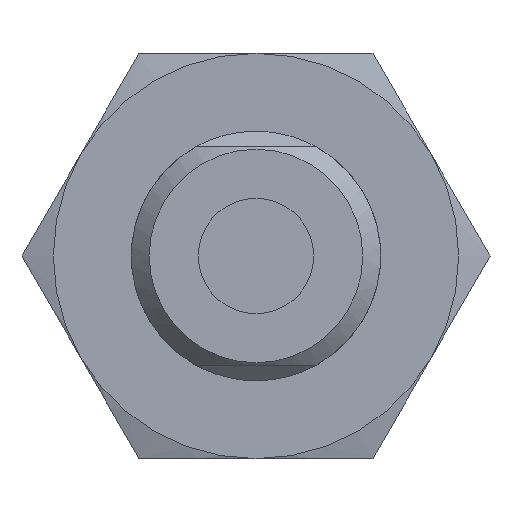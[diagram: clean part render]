
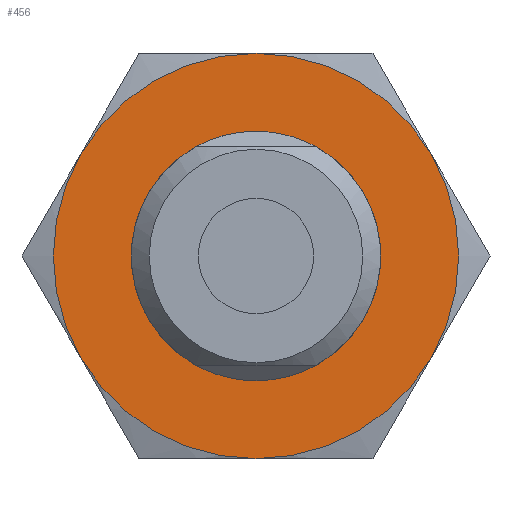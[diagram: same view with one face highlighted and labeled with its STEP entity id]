
A CAD part, left-side view. The second image highlights one B-rep face of the part: STEP entity #456.
In plain terms, the highlighted planar face has unit normal (-1, 0, 0).
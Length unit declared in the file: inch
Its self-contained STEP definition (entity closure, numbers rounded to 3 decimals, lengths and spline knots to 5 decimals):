
#2 = CARTESIAN_POINT ( 'NONE',  ( 1.1811, 0.22162, 0.12795 ) ) ;
#25 = CIRCLE ( 'NONE', #646, 0.15748 ) ;
#45 = CARTESIAN_POINT ( 'NONE',  ( 1.1811, 0., 0.15748 ) ) ;
#95 = AXIS2_PLACEMENT_3D ( 'NONE', #776, #1647, #1207 ) ;
#164 = AXIS2_PLACEMENT_3D ( 'NONE', #852, #1703, #641 ) ;
#207 = AXIS2_PLACEMENT_3D ( 'NONE', #1568, #2410, #488 ) ;
#249 = CARTESIAN_POINT ( 'NONE',  ( 1.1811, 0., -0.25591 ) ) ;
#269 = EDGE_CURVE ( 'NONE', #2692, #2299, #1348, .T. ) ;
#276 = CARTESIAN_POINT ( 'NONE',  ( 1.1811, 0., 0. ) ) ;
#312 = DIRECTION ( 'NONE',  ( 0., 0., 1. ) ) ;
#322 = CIRCLE ( 'NONE', #164, 0.25591 ) ;
#345 = DIRECTION ( 'NONE',  ( 0., 0., -1. ) ) ;
#410 = EDGE_LOOP ( 'NONE', ( #901, #2393, #1874, #1000, #2555, #768 ) ) ;
#456 = ADVANCED_FACE ( 'NONE', ( #1420, #2679 ), #1266, .T. ) ;
#487 = DIRECTION ( 'NONE',  ( -1., 0., 0. ) ) ;
#488 = DIRECTION ( 'NONE',  ( 0., 0., -1. ) ) ;
#529 = DIRECTION ( 'NONE',  ( -1., 0., 0. ) ) ;
#641 = DIRECTION ( 'NONE',  ( 0., 0., -1. ) ) ;
#646 = AXIS2_PLACEMENT_3D ( 'NONE', #1584, #930, #312 ) ;
#762 = VERTEX_POINT ( 'NONE', #2290 ) ;
#767 = CARTESIAN_POINT ( 'NONE',  ( 1.1811, 0., 0. ) ) ;
#768 = ORIENTED_EDGE ( 'NONE', *, *, #2419, .T. ) ;
#776 = CARTESIAN_POINT ( 'NONE',  ( 1.1811, 0., 0. ) ) ;
#779 = CIRCLE ( 'NONE', #2104, 0.25591 ) ;
#852 = CARTESIAN_POINT ( 'NONE',  ( 1.1811, 0., 0. ) ) ;
#874 = CIRCLE ( 'NONE', #207, 0.25591 ) ;
#901 = ORIENTED_EDGE ( 'NONE', *, *, #1894, .T. ) ;
#930 = DIRECTION ( 'NONE',  ( 1., 0., 0. ) ) ;
#943 = CARTESIAN_POINT ( 'NONE',  ( 1.1811, -0.22162, 0.12795 ) ) ;
#1000 = ORIENTED_EDGE ( 'NONE', *, *, #2734, .T. ) ;
#1072 = ORIENTED_EDGE ( 'NONE', *, *, #1823, .T. ) ;
#1190 = AXIS2_PLACEMENT_3D ( 'NONE', #1825, #1612, #345 ) ;
#1207 = DIRECTION ( 'NONE',  ( 0., 0., -1. ) ) ;
#1266 = PLANE ( 'NONE',  #1659 ) ;
#1332 = EDGE_LOOP ( 'NONE', ( #1072 ) ) ;
#1348 = CIRCLE ( 'NONE', #95, 0.25591 ) ;
#1396 = AXIS2_PLACEMENT_3D ( 'NONE', #767, #529, #2025 ) ;
#1420 = FACE_OUTER_BOUND ( 'NONE', #410, .T. ) ;
#1516 = EDGE_CURVE ( 'NONE', #2303, #1793, #322, .T. ) ;
#1568 = CARTESIAN_POINT ( 'NONE',  ( 1.1811, 0., 0. ) ) ;
#1584 = CARTESIAN_POINT ( 'NONE',  ( 1.1811, 0., 0. ) ) ;
#1612 = DIRECTION ( 'NONE',  ( -1., 0., 0. ) ) ;
#1647 = DIRECTION ( 'NONE',  ( -1., 0., 0. ) ) ;
#1659 = AXIS2_PLACEMENT_3D ( 'NONE', #1774, #1766, #1988 ) ;
#1703 = DIRECTION ( 'NONE',  ( -1., 0., 0. ) ) ;
#1724 = VERTEX_POINT ( 'NONE', #943 ) ;
#1766 = DIRECTION ( 'NONE',  ( -1., 0., 0. ) ) ;
#1768 = CARTESIAN_POINT ( 'NONE',  ( 1.1811, -0.22162, -0.12795 ) ) ;
#1774 = CARTESIAN_POINT ( 'NONE',  ( 1.1811, 0.12795, 0. ) ) ;
#1793 = VERTEX_POINT ( 'NONE', #1768 ) ;
#1823 = EDGE_CURVE ( 'NONE', #2677, #2677, #25, .T. ) ;
#1825 = CARTESIAN_POINT ( 'NONE',  ( 1.1811, 0., 0. ) ) ;
#1874 = ORIENTED_EDGE ( 'NONE', *, *, #2512, .T. ) ;
#1894 = EDGE_CURVE ( 'NONE', #1724, #2692, #1935, .T. ) ;
#1935 = CIRCLE ( 'NONE', #1190, 0.25591 ) ;
#1975 = DIRECTION ( 'NONE',  ( 0., 0., -1. ) ) ;
#1988 = DIRECTION ( 'NONE',  ( 0., 0., 1. ) ) ;
#2025 = DIRECTION ( 'NONE',  ( 0., 0., -1. ) ) ;
#2054 = CARTESIAN_POINT ( 'NONE',  ( 1.1811, 0., 0.25591 ) ) ;
#2104 = AXIS2_PLACEMENT_3D ( 'NONE', #276, #487, #1975 ) ;
#2290 = CARTESIAN_POINT ( 'NONE',  ( 1.1811, 0.22162, -0.12795 ) ) ;
#2299 = VERTEX_POINT ( 'NONE', #2 ) ;
#2303 = VERTEX_POINT ( 'NONE', #249 ) ;
#2310 = CIRCLE ( 'NONE', #1396, 0.25591 ) ;
#2393 = ORIENTED_EDGE ( 'NONE', *, *, #269, .T. ) ;
#2410 = DIRECTION ( 'NONE',  ( -1., 0., 0. ) ) ;
#2419 = EDGE_CURVE ( 'NONE', #1793, #1724, #779, .T. ) ;
#2512 = EDGE_CURVE ( 'NONE', #2299, #762, #2310, .T. ) ;
#2555 = ORIENTED_EDGE ( 'NONE', *, *, #1516, .T. ) ;
#2677 = VERTEX_POINT ( 'NONE', #45 ) ;
#2679 = FACE_BOUND ( 'NONE', #1332, .T. ) ;
#2692 = VERTEX_POINT ( 'NONE', #2054 ) ;
#2734 = EDGE_CURVE ( 'NONE', #762, #2303, #874, .T. ) ;
